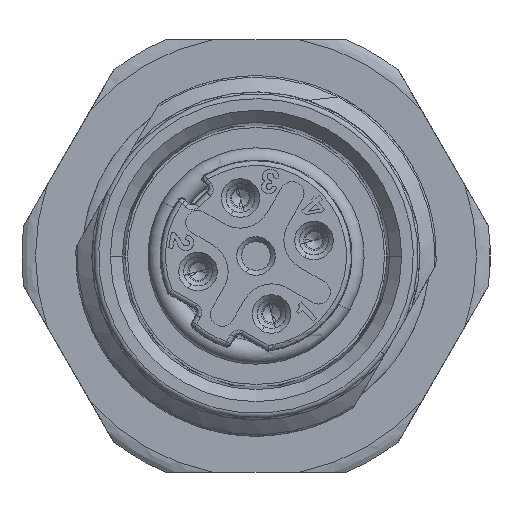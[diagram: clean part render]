
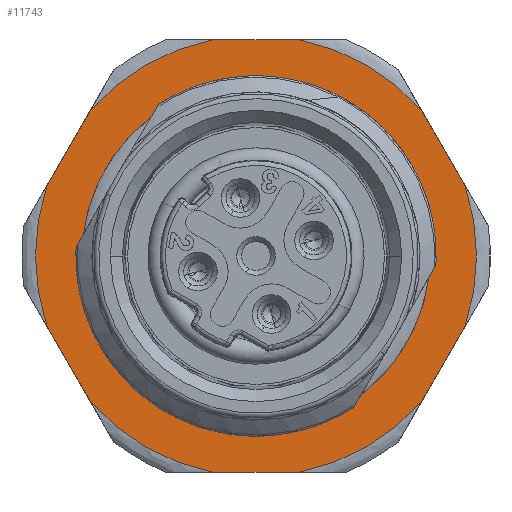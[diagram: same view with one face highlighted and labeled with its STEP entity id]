
A CAD part, front view. The second image highlights one B-rep face of the part: STEP entity #11743.
In plain terms, the highlighted planar face has unit normal (0, -1, 0).
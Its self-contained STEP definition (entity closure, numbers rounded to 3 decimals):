
#805=DIRECTION('',(-0.508,0.,-0.862));
#806=VECTOR('',#805,0.261);
#807=CARTESIAN_POINT('',(4.367,-4.7,-5.788));
#808=LINE('',#807,#806);
#857=DIRECTION('',(-1.,0.,0.));
#858=VECTOR('',#857,3.618);
#859=CARTESIAN_POINT('',(1.809,-4.7,9.));
#860=LINE('',#859,#858);
#861=CARTESIAN_POINT('',(0.,-4.7,0.));
#862=DIRECTION('',(0.,1.,0.));
#863=DIRECTION('',(0.197,0.,0.98));
#864=AXIS2_PLACEMENT_3D('',#861,#862,#863);
#866=DIRECTION('',(-0.5,0.,0.866));
#867=VECTOR('',#866,3.618);
#868=CARTESIAN_POINT('',(8.699,-4.7,2.933));
#869=LINE('',#868,#867);
#870=CARTESIAN_POINT('',(0.,-4.7,0.));
#871=DIRECTION('',(0.,1.,0.));
#872=DIRECTION('',(0.948,0.,0.32));
#873=AXIS2_PLACEMENT_3D('',#870,#871,#872);
#875=DIRECTION('',(0.5,0.,0.866));
#876=VECTOR('',#875,3.618);
#877=CARTESIAN_POINT('',(6.89,-4.7,-6.067));
#878=LINE('',#877,#876);
#879=DIRECTION('',(1.,0.,0.));
#880=VECTOR('',#879,3.618);
#881=CARTESIAN_POINT('',(-1.809,-4.7,-9.));
#882=LINE('',#881,#880);
#883=CARTESIAN_POINT('',(0.,-4.7,0.));
#884=DIRECTION('',(0.,1.,0.));
#885=DIRECTION('',(-0.197,0.,-0.98));
#886=AXIS2_PLACEMENT_3D('',#883,#884,#885);
#888=DIRECTION('',(0.5,0.,-0.866));
#889=VECTOR('',#888,3.618);
#890=CARTESIAN_POINT('',(-8.699,-4.7,-2.933));
#891=LINE('',#890,#889);
#892=CARTESIAN_POINT('',(0.,-4.7,0.));
#893=DIRECTION('',(0.,1.,0.));
#894=DIRECTION('',(-0.948,0.,-0.32));
#895=AXIS2_PLACEMENT_3D('',#892,#893,#894);
#897=DIRECTION('',(-0.5,0.,-0.866));
#898=VECTOR('',#897,3.618);
#899=CARTESIAN_POINT('',(-6.89,-4.7,6.067));
#900=LINE('',#899,#898);
#901=CARTESIAN_POINT('',(0.,-4.7,0.));
#902=DIRECTION('',(0.,-1.,0.));
#903=DIRECTION('',(0.602,0.,-0.798));
#904=AXIS2_PLACEMENT_3D('',#901,#902,#903);
#906=CARTESIAN_POINT('',(0.,-4.7,0.));
#907=DIRECTION('',(0.,-1.,0.));
#908=DIRECTION('',(-0.197,0.,0.98));
#909=AXIS2_PLACEMENT_3D('',#906,#907,#908);
#916=CARTESIAN_POINT('',(-6.89,-4.7,6.067));
#942=CARTESIAN_POINT('',(-8.699,-4.7,-2.933));
#968=CARTESIAN_POINT('',(-1.809,-4.7,-9.));
#984=CARTESIAN_POINT('',(1.809,-4.7,-9.));
#999=CARTESIAN_POINT('',(0.,-4.7,0.));
#1000=DIRECTION('',(0.,-1.,0.));
#1001=DIRECTION('',(0.197,0.,-0.98));
#1002=AXIS2_PLACEMENT_3D('',#999,#1000,#1001);
#1004=CARTESIAN_POINT('',(6.89,-4.7,-6.067));
#1030=CARTESIAN_POINT('',(8.699,-4.7,2.933));
#1056=CARTESIAN_POINT('',(1.809,-4.7,9.));
#1072=CARTESIAN_POINT('',(-1.809,-4.7,9.));
#1268=DIRECTION('',(-0.492,0.,-0.87));
#1269=VECTOR('',#1268,0.599);
#1270=CARTESIAN_POINT('',(7.491,-4.7,-0.366));
#1271=LINE('',#1270,#1269);
#1316=CARTESIAN_POINT('',(2.976,-4.7,6.611));
#1317=CARTESIAN_POINT('',(3.183,-4.7,6.527));
#1318=CARTESIAN_POINT('',(3.588,-4.7,6.34));
#1319=CARTESIAN_POINT('',(4.169,-4.7,6.004));
#1320=CARTESIAN_POINT('',(4.719,-4.7,5.615));
#1321=CARTESIAN_POINT('',(5.231,-4.7,5.176));
#1322=CARTESIAN_POINT('',(5.702,-4.7,4.69));
#1323=CARTESIAN_POINT('',(6.128,-4.7,4.162));
#1324=CARTESIAN_POINT('',(6.504,-4.7,3.596));
#1325=CARTESIAN_POINT('',(6.72,-4.7,3.197));
#1326=CARTESIAN_POINT('',(6.819,-4.7,2.991));
#1390=CARTESIAN_POINT('',(6.819,-4.7,2.991));
#1391=CARTESIAN_POINT('',(6.894,-4.7,2.836));
#1392=CARTESIAN_POINT('',(7.034,-4.7,2.513));
#1393=CARTESIAN_POINT('',(7.215,-4.7,1.984));
#1394=CARTESIAN_POINT('',(7.357,-4.7,1.422));
#1395=CARTESIAN_POINT('',(7.454,-4.7,0.837));
#1396=CARTESIAN_POINT('',(7.502,-4.7,0.235));
#1397=CARTESIAN_POINT('',(7.5,-4.7,-0.165));
#1398=CARTESIAN_POINT('',(7.491,-4.7,-0.366));
#2317=CARTESIAN_POINT('',(0.,-4.7,0.));
#2318=DIRECTION('',(0.,1.,0.));
#2319=DIRECTION('',(0.224,0.,-0.975));
#2320=AXIS2_PLACEMENT_3D('',#2317,#2318,#2319);
#2330=CARTESIAN_POINT('',(4.234,-4.7,-6.013));
#2331=CARTESIAN_POINT('',(4.075,-4.7,-6.116));
#2332=CARTESIAN_POINT('',(3.75,-4.7,-6.31));
#2333=CARTESIAN_POINT('',(3.239,-4.7,-6.564));
#2334=CARTESIAN_POINT('',(2.713,-4.7,-6.776));
#2335=CARTESIAN_POINT('',(2.174,-4.7,-6.946));
#2336=CARTESIAN_POINT('',(1.807,-4.7,-7.031));
#2337=CARTESIAN_POINT('',(1.622,-4.7,-7.066));
#10451=VERTEX_POINT('',#968);
#10453=VERTEX_POINT('',#1004);
#10455=VERTEX_POINT('',#1030);
#10457=VERTEX_POINT('',#1056);
#10459=VERTEX_POINT('',#916);
#10461=VERTEX_POINT('',#942);
#10475=CARTESIAN_POINT('',(6.89,-4.7,6.067));
#10476=VERTEX_POINT('',#10475);
#10477=CARTESIAN_POINT('',(8.699,-4.7,-2.933));
#10478=VERTEX_POINT('',#10477);
#10479=CARTESIAN_POINT('',(-6.89,-4.7,-6.067));
#10480=VERTEX_POINT('',#10479);
#10481=CARTESIAN_POINT('',(-8.699,-4.7,2.933));
#10482=VERTEX_POINT('',#10481);
#10483=VERTEX_POINT('',#984);
#10484=VERTEX_POINT('',#1072);
#10485=VERTEX_POINT('',#2330);
#10486=VERTEX_POINT('',#2337);
#10494=VERTEX_POINT('',#1316);
#10495=VERTEX_POINT('',#1326);
#10505=VERTEX_POINT('',#1398);
#10514=CARTESIAN_POINT('',(7.195,-4.7,-0.888));
#10515=VERTEX_POINT('',#10514);
#10516=CARTESIAN_POINT('',(4.367,-4.7,-5.788));
#10517=VERTEX_POINT('',#10516);
#11697=CARTESIAN_POINT('',(0.,-4.7,0.));
#11698=DIRECTION('',(0.,-1.,0.));
#11699=DIRECTION('',(1.,0.,0.));
#11700=AXIS2_PLACEMENT_3D('',#11697,#11698,#11699);
#11701=PLANE('',#11700);
#11703=ORIENTED_EDGE('',*,*,#11702,.F.);
#11705=ORIENTED_EDGE('',*,*,#11704,.F.);
#11707=ORIENTED_EDGE('',*,*,#11706,.T.);
#11709=ORIENTED_EDGE('',*,*,#11708,.F.);
#11711=ORIENTED_EDGE('',*,*,#11710,.T.);
#11713=ORIENTED_EDGE('',*,*,#11712,.F.);
#11715=ORIENTED_EDGE('',*,*,#11714,.F.);
#11717=ORIENTED_EDGE('',*,*,#11716,.F.);
#11719=ORIENTED_EDGE('',*,*,#11718,.T.);
#11721=ORIENTED_EDGE('',*,*,#11720,.F.);
#11723=ORIENTED_EDGE('',*,*,#11722,.T.);
#11725=ORIENTED_EDGE('',*,*,#11724,.F.);
#11726=EDGE_LOOP('',(#11703,#11705,#11707,#11709,#11711,#11713,#11715,#11717,
#11719,#11721,#11723,#11725));
#11727=FACE_OUTER_BOUND('',#11726,.F.);
#11729=ORIENTED_EDGE('',*,*,#11728,.F.);
#11730=ORIENTED_EDGE('',*,*,#11641,.F.);
#11732=ORIENTED_EDGE('',*,*,#11731,.T.);
#11734=ORIENTED_EDGE('',*,*,#11733,.F.);
#11736=ORIENTED_EDGE('',*,*,#11735,.F.);
#11738=ORIENTED_EDGE('',*,*,#11737,.F.);
#11740=ORIENTED_EDGE('',*,*,#11739,.F.);
#11741=EDGE_LOOP('',(#11729,#11730,#11732,#11734,#11736,#11738,#11740));
#11742=FACE_BOUND('',#11741,.F.);
#865=CIRCLE('',#864,9.18);
#874=CIRCLE('',#873,9.18);
#887=CIRCLE('',#886,9.18);
#896=CIRCLE('',#895,9.18);
#905=CIRCLE('',#904,7.25);
#910=CIRCLE('',#909,9.18);
#1003=CIRCLE('',#1002,9.18);
#1327=B_SPLINE_CURVE_WITH_KNOTS('',3,(#1316,#1317,#1318,#1319,#1320,#1321,#1322,
#1323,#1324,#1325,#1326),.UNSPECIFIED.,.F.,.F.,(4,1,1,1,1,1,1,1,4),(0.,
0.125,0.25,0.375,0.5,0.625,0.75,0.875,1.),.UNSPECIFIED.);
#1399=B_SPLINE_CURVE_WITH_KNOTS('',3,(#1390,#1391,#1392,#1393,#1394,#1395,#1396,
#1397,#1398),.UNSPECIFIED.,.F.,.F.,(4,1,1,1,1,1,4),(0.,0.167,
0.333,0.5,0.667,0.833,1.),
.UNSPECIFIED.);
#2321=CIRCLE('',#2320,7.25);
#2338=B_SPLINE_CURVE_WITH_KNOTS('',3,(#2330,#2331,#2332,#2333,#2334,#2335,#2336,
#2337),.UNSPECIFIED.,.F.,.F.,(4,1,1,1,1,4),(0.,0.2,0.4,0.6,0.8,1.),
.UNSPECIFIED.);
#11641=EDGE_CURVE('',#10517,#10485,#808,.T.);
#11702=EDGE_CURVE('',#10484,#10459,#910,.T.);
#11704=EDGE_CURVE('',#10457,#10484,#860,.T.);
#11706=EDGE_CURVE('',#10457,#10476,#865,.T.);
#11708=EDGE_CURVE('',#10455,#10476,#869,.T.);
#11710=EDGE_CURVE('',#10455,#10478,#874,.T.);
#11712=EDGE_CURVE('',#10453,#10478,#878,.T.);
#11714=EDGE_CURVE('',#10483,#10453,#1003,.T.);
#11716=EDGE_CURVE('',#10451,#10483,#882,.T.);
#11718=EDGE_CURVE('',#10451,#10480,#887,.T.);
#11720=EDGE_CURVE('',#10461,#10480,#891,.T.);
#11722=EDGE_CURVE('',#10461,#10482,#896,.T.);
#11724=EDGE_CURVE('',#10459,#10482,#900,.T.);
#11728=EDGE_CURVE('',#10485,#10486,#2338,.T.);
#11731=EDGE_CURVE('',#10517,#10515,#905,.T.);
#11733=EDGE_CURVE('',#10505,#10515,#1271,.T.);
#11735=EDGE_CURVE('',#10495,#10505,#1399,.T.);
#11737=EDGE_CURVE('',#10494,#10495,#1327,.T.);
#11739=EDGE_CURVE('',#10486,#10494,#2321,.T.);
#11743=ADVANCED_FACE('',(#11727,#11742),#11701,.T.);
